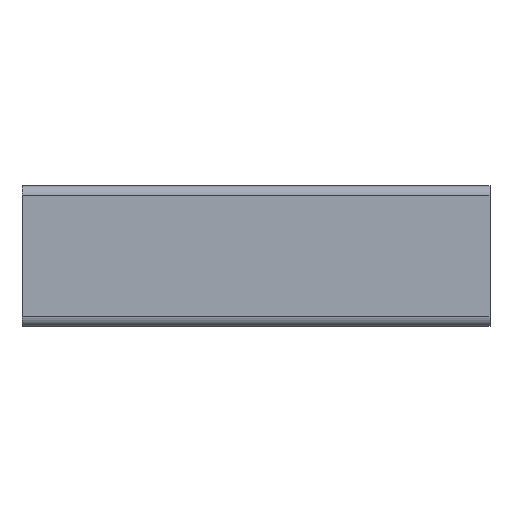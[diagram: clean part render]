
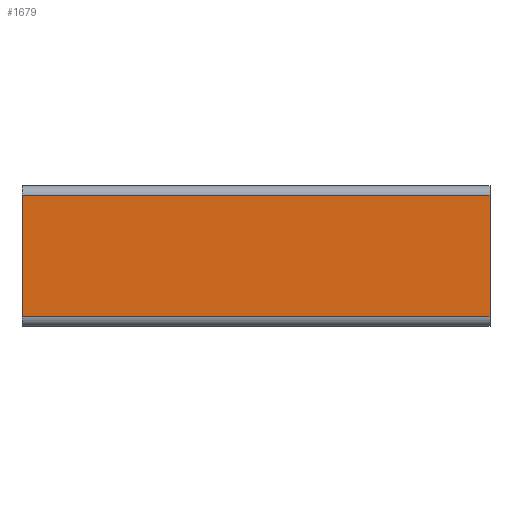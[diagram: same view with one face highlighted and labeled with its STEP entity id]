
A CAD part, front view. The second image highlights one B-rep face of the part: STEP entity #1679.
In plain terms, the highlighted planar face has unit normal (0, -1, 0).
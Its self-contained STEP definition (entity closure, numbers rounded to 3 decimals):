
#112 = EDGE_CURVE ( 'NONE', #2080, #2082, #466, .T. ) ;
#128 = EDGE_CURVE ( 'NONE', #2119, #2078, #496, .T. ) ;
#138 = EDGE_CURVE ( 'NONE', #2119, #2080, #515, .T. ) ;
#185 = EDGE_CURVE ( 'NONE', #2082, #2078, #589, .T. ) ;
#466 = LINE ( 'NONE', #2345, #467 ) ;
#467 = VECTOR ( 'NONE', #2346, 1000. ) ;
#496 = LINE ( 'NONE', #2377, #497 ) ;
#497 = VECTOR ( 'NONE', #2378, 1000. ) ;
#515 = LINE ( 'NONE', #2400, #516 ) ;
#516 = VECTOR ( 'NONE', #2401, 1000. ) ;
#589 = LINE ( 'NONE', #1479, #603 ) ;
#603 = VECTOR ( 'NONE', #1501, 1000. ) ;
#1374 = FACE_OUTER_BOUND ( 'NONE', #4035, .T. ) ;
#1479 = CARTESIAN_POINT ( 'NONE',  ( 0., -22.5, 19.5 ) ) ;
#1501 = DIRECTION ( 'NONE',  ( 0., 0., -1. ) ) ;
#1679 = ADVANCED_FACE ( 'NONE', ( #1374 ), #3172, .T. ) ;
#1735 = AXIS2_PLACEMENT_3D ( 'NONE', #3171, #3174, #3175 ) ;
#1780 = ORIENTED_EDGE ( 'NONE', *, *, #112, .F. ) ;
#1782 = ORIENTED_EDGE ( 'NONE', *, *, #185, .F. ) ;
#1809 = ORIENTED_EDGE ( 'NONE', *, *, #138, .F. ) ;
#1871 = ORIENTED_EDGE ( 'NONE', *, *, #128, .T. ) ;
#2078 = VERTEX_POINT ( 'NONE', #3475 ) ;
#2080 = VERTEX_POINT ( 'NONE', #3477 ) ;
#2082 = VERTEX_POINT ( 'NONE', #3479 ) ;
#2119 = VERTEX_POINT ( 'NONE', #3516 ) ;
#2345 = CARTESIAN_POINT ( 'NONE',  ( -213.64, -22.5, 19.5 ) ) ;
#2346 = DIRECTION ( 'NONE',  ( 1., 0., 0. ) ) ;
#2377 = CARTESIAN_POINT ( 'NONE',  ( -213.64, -22.5, -19.5 ) ) ;
#2378 = DIRECTION ( 'NONE',  ( 1., 0., 0. ) ) ;
#2400 = CARTESIAN_POINT ( 'NONE',  ( -150., -22.5, 19.5 ) ) ;
#2401 = DIRECTION ( 'NONE',  ( 0., 0., 1. ) ) ;
#3171 = CARTESIAN_POINT ( 'NONE',  ( -213.64, -22.5, 19.5 ) ) ;
#3172 = PLANE ( 'NONE',  #1735 ) ;
#3174 = DIRECTION ( 'NONE',  ( 0., -1., 0. ) ) ;
#3175 = DIRECTION ( 'NONE',  ( 0., 0., -1. ) ) ;
#3475 = CARTESIAN_POINT ( 'NONE',  ( 0., -22.5, -19.5 ) ) ;
#3477 = CARTESIAN_POINT ( 'NONE',  ( -150., -22.5, 19.5 ) ) ;
#3479 = CARTESIAN_POINT ( 'NONE',  ( 0., -22.5, 19.5 ) ) ;
#3516 = CARTESIAN_POINT ( 'NONE',  ( -150., -22.5, -19.5 ) ) ;
#4035 = EDGE_LOOP ( 'NONE', ( #1809, #1871, #1782, #1780 ) ) ;
